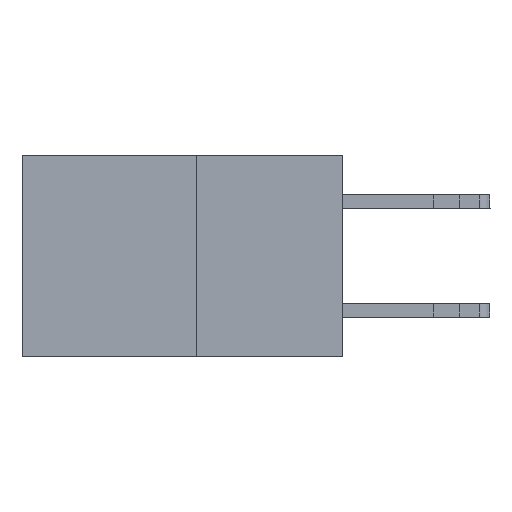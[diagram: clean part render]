
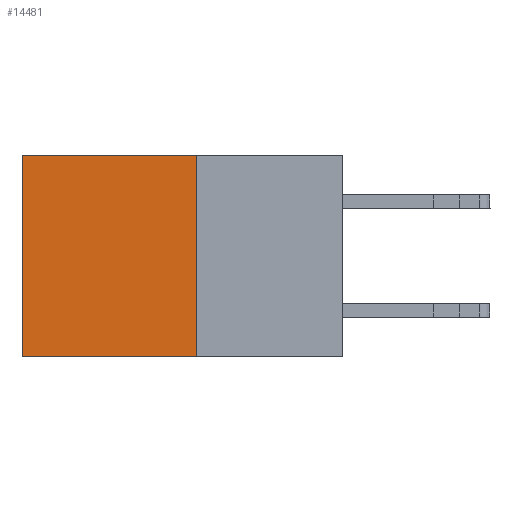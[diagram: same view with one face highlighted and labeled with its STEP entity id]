
A CAD part, left-side view. The second image highlights one B-rep face of the part: STEP entity #14481.
In plain terms, the highlighted planar face has unit normal (-1, 0, 0).
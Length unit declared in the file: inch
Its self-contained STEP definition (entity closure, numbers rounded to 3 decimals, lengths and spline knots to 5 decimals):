
#983 = CARTESIAN_POINT ( 'NONE',  ( 0.277, 0.27, -0.37 ) ) ;
#1181 = CARTESIAN_POINT ( 'NONE',  ( 0.277, 0.27, 0. ) ) ;
#1568 = VERTEX_POINT ( 'NONE', #14102 ) ;
#1719 = LINE ( 'NONE', #9615, #10353 ) ;
#1999 = LINE ( 'NONE', #8053, #7366 ) ;
#2407 = DIRECTION ( 'NONE',  ( 0., 1., 0. ) ) ;
#2425 = DIRECTION ( 'NONE',  ( 0., 0., -1. ) ) ;
#2687 = DIRECTION ( 'NONE',  ( 0., 1., 0. ) ) ;
#2923 = EDGE_CURVE ( 'NONE', #7427, #3879, #1999, .T. ) ;
#3052 = EDGE_CURVE ( 'NONE', #9203, #3879, #8213, .T. ) ;
#3407 = PLANE ( 'NONE',  #12177 ) ;
#3613 = EDGE_CURVE ( 'NONE', #1568, #7427, #13359, .T. ) ;
#3879 = VERTEX_POINT ( 'NONE', #5084 ) ;
#5084 = CARTESIAN_POINT ( 'NONE',  ( 0.277, 0.59, -0.37 ) ) ;
#5703 = DIRECTION ( 'NONE',  ( 1., 0., 0. ) ) ;
#5726 = ORIENTED_EDGE ( 'NONE', *, *, #3052, .F. ) ;
#5754 = CARTESIAN_POINT ( 'NONE',  ( 0.277, 0.27, -0.37 ) ) ;
#6081 = ORIENTED_EDGE ( 'NONE', *, *, #3613, .T. ) ;
#6377 = EDGE_CURVE ( 'NONE', #1568, #9203, #1719, .T. ) ;
#7366 = VECTOR ( 'NONE', #2425, 39.37008 ) ;
#7427 = VERTEX_POINT ( 'NONE', #8223 ) ;
#8053 = CARTESIAN_POINT ( 'NONE',  ( 0.277, 0.59, -0.37 ) ) ;
#8213 = LINE ( 'NONE', #9374, #11503 ) ;
#8223 = CARTESIAN_POINT ( 'NONE',  ( 0.277, 0.59, 0. ) ) ;
#9203 = VERTEX_POINT ( 'NONE', #5754 ) ;
#9374 = CARTESIAN_POINT ( 'NONE',  ( 0.277, 0.27, -0.37 ) ) ;
#9615 = CARTESIAN_POINT ( 'NONE',  ( 0.277, 0.27, -0.37 ) ) ;
#10062 = VECTOR ( 'NONE', #2407, 39.37008 ) ;
#10353 = VECTOR ( 'NONE', #12954, 39.37008 ) ;
#11503 = VECTOR ( 'NONE', #2687, 39.37008 ) ;
#12177 = AXIS2_PLACEMENT_3D ( 'NONE', #983, #5703, #13392 ) ;
#12954 = DIRECTION ( 'NONE',  ( 0., 0., -1. ) ) ;
#13359 = LINE ( 'NONE', #1181, #10062 ) ;
#13392 = DIRECTION ( 'NONE',  ( 0., 0., -1. ) ) ;
#13395 = FACE_OUTER_BOUND ( 'NONE', #14152, .T. ) ;
#14102 = CARTESIAN_POINT ( 'NONE',  ( 0.277, 0.27, 0. ) ) ;
#14152 = EDGE_LOOP ( 'NONE', ( #14164, #5726, #14507, #6081 ) ) ;
#14164 = ORIENTED_EDGE ( 'NONE', *, *, #2923, .T. ) ;
#14481 = ADVANCED_FACE ( 'NONE', ( #13395 ), #3407, .F. ) ;
#14507 = ORIENTED_EDGE ( 'NONE', *, *, #6377, .F. ) ;
